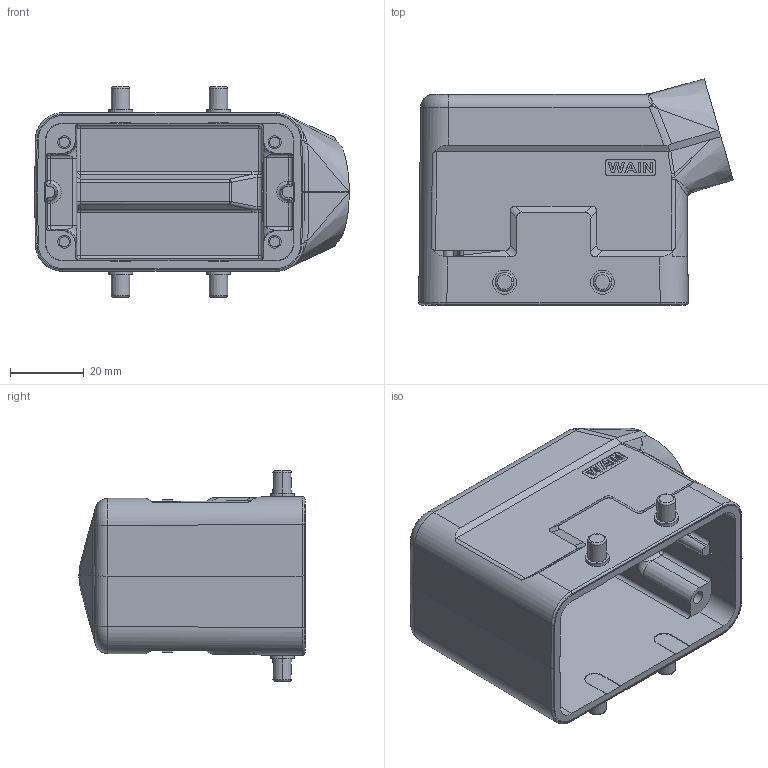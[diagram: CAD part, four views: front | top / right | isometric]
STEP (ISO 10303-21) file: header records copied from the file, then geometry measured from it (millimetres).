
FILE_DESCRIPTION((''),'2;1');
FILE_NAME('3D_1111105301005_W10B-SE-4B-M20','2017-10-17T',('wl.kang'),(''),'PRO/ENGINEER BY PARAMETRIC TECHNOLOGY CORPORATION, 2012480','PRO/ENGINEER BY PARAMETRIC TECHNOLOGY CORPORATION, 2012480','');
FILE_SCHEMA(('AUTOMOTIVE_DESIGN { 1 0 10303 214 1 1 1 1 }'));
Length unit declared in the file: millimetre
Products named in the file (1): 3D_1111105301005_W10B-SE-4B-M20
Bounding box: 85.17 x 61.28 x 57 mm (x, y, z)
Volume: 58313.3 mm3; surface area: 31039.2 mm2
Topology: 1 solids, 1 shells, 426 faces, 1093 edges, 680 vertices
Faces by surface type: plane 201, cylinder 121, bspline 50, sphere 20, cone 17, torus 16, extrusion 1
Entity records: 15746 total; most frequent: CARTESIAN_POINT 5779, ORIENTED_EDGE 2146, DIRECTION 1810, EDGE_CURVE 1073, VERTEX_POINT 680, VECTOR 620, LINE 619, AXIS2_PLACEMENT_3D 595
